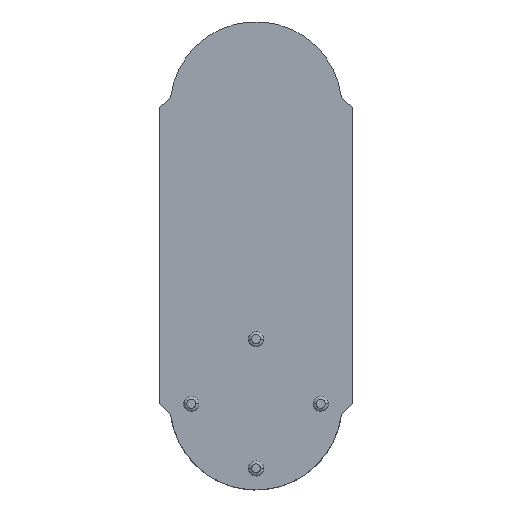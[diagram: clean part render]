
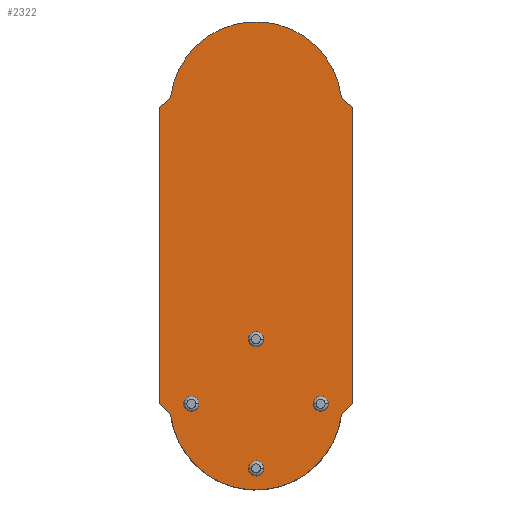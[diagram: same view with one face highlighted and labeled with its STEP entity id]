
A CAD part, top view. The second image highlights one B-rep face of the part: STEP entity #2322.
In plain terms, the highlighted planar face has unit normal (0, 0, 1).
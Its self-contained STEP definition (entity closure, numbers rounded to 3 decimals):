
#467=DIRECTION('',(0.738,-0.674,0.));
#468=VECTOR('',#467,2.867);
#469=CARTESIAN_POINT('',(-18.,0.,2.));
#470=LINE('',#469,#468);
#681=DIRECTION('',(0.738,0.674,0.));
#682=VECTOR('',#681,2.867);
#683=CARTESIAN_POINT('',(15.883,-1.933,2.));
#684=LINE('',#683,#682);
#689=CARTESIAN_POINT('',(0.,12.,2.));
#690=DIRECTION('',(0.,0.,1.));
#691=DIRECTION('',(1.,0.,0.));
#692=AXIS2_PLACEMENT_3D('',#689,#690,#691);
#694=CARTESIAN_POINT('',(0.,12.,2.));
#695=DIRECTION('',(0.,0.,1.));
#696=DIRECTION('',(-1.,0.,0.));
#697=AXIS2_PLACEMENT_3D('',#694,#695,#696);
#699=CARTESIAN_POINT('',(-12.,0.,2.));
#700=DIRECTION('',(0.,0.,1.));
#701=DIRECTION('',(1.,0.,0.));
#702=AXIS2_PLACEMENT_3D('',#699,#700,#701);
#704=CARTESIAN_POINT('',(-12.,0.,2.));
#705=DIRECTION('',(0.,0.,1.));
#706=DIRECTION('',(-1.,0.,0.));
#707=AXIS2_PLACEMENT_3D('',#704,#705,#706);
#709=CARTESIAN_POINT('',(0.,-12.,2.));
#710=DIRECTION('',(0.,0.,1.));
#711=DIRECTION('',(1.,0.,0.));
#712=AXIS2_PLACEMENT_3D('',#709,#710,#711);
#714=CARTESIAN_POINT('',(0.,-12.,2.));
#715=DIRECTION('',(0.,0.,1.));
#716=DIRECTION('',(-1.,0.,0.));
#717=AXIS2_PLACEMENT_3D('',#714,#715,#716);
#719=CARTESIAN_POINT('',(12.,0.,2.));
#720=DIRECTION('',(0.,0.,1.));
#721=DIRECTION('',(1.,0.,0.));
#722=AXIS2_PLACEMENT_3D('',#719,#720,#721);
#724=CARTESIAN_POINT('',(12.,0.,2.));
#725=DIRECTION('',(0.,0.,1.));
#726=DIRECTION('',(-1.,0.,0.));
#727=AXIS2_PLACEMENT_3D('',#724,#725,#726);
#729=CARTESIAN_POINT('',(0.,0.,2.));
#730=DIRECTION('',(0.,0.,1.));
#731=DIRECTION('',(-0.993,-0.121,0.));
#732=AXIS2_PLACEMENT_3D('',#729,#730,#731);
#734=DIRECTION('',(0.,-1.,0.));
#735=VECTOR('',#734,55.);
#736=CARTESIAN_POINT('',(-18.,55.,2.));
#737=LINE('',#736,#735);
#738=CARTESIAN_POINT('',(0.,55.,2.));
#739=DIRECTION('',(0.,0.,-1.));
#740=DIRECTION('',(-0.993,0.121,0.));
#741=AXIS2_PLACEMENT_3D('',#738,#739,#740);
#743=DIRECTION('',(0.,1.,0.));
#744=VECTOR('',#743,55.);
#745=CARTESIAN_POINT('',(18.,0.,2.));
#746=LINE('',#745,#744);
#899=DIRECTION('',(-0.738,-0.674,0.));
#900=VECTOR('',#899,2.867);
#901=CARTESIAN_POINT('',(-15.883,56.933,2.));
#902=LINE('',#901,#900);
#919=DIRECTION('',(-0.738,0.674,0.));
#920=VECTOR('',#919,2.867);
#921=CARTESIAN_POINT('',(18.,55.,2.));
#922=LINE('',#921,#920);
#1073=CARTESIAN_POINT('',(1.4,12.,2.));
#1074=CARTESIAN_POINT('',(-1.4,12.,2.));
#1075=VERTEX_POINT('',#1073);
#1076=VERTEX_POINT('',#1074);
#1077=CARTESIAN_POINT('',(-10.6,0.,2.));
#1078=CARTESIAN_POINT('',(-13.4,0.,2.));
#1079=VERTEX_POINT('',#1077);
#1080=VERTEX_POINT('',#1078);
#1081=CARTESIAN_POINT('',(1.4,-12.,2.));
#1082=CARTESIAN_POINT('',(-1.4,-12.,2.));
#1083=VERTEX_POINT('',#1081);
#1084=VERTEX_POINT('',#1082);
#1085=CARTESIAN_POINT('',(13.4,0.,2.));
#1086=CARTESIAN_POINT('',(10.6,0.,2.));
#1087=VERTEX_POINT('',#1085);
#1088=VERTEX_POINT('',#1086);
#1217=CARTESIAN_POINT('',(15.883,-1.933,2.));
#1219=VERTEX_POINT('',#1217);
#1221=CARTESIAN_POINT('',(18.,0.,2.));
#1223=VERTEX_POINT('',#1221);
#1227=CARTESIAN_POINT('',(18.,55.,2.));
#1228=VERTEX_POINT('',#1227);
#1231=CARTESIAN_POINT('',(-15.883,-1.933,2.));
#1232=VERTEX_POINT('',#1231);
#1236=CARTESIAN_POINT('',(-18.,0.,2.));
#1238=VERTEX_POINT('',#1236);
#1241=CARTESIAN_POINT('',(-15.883,56.933,2.));
#1243=VERTEX_POINT('',#1241);
#1245=CARTESIAN_POINT('',(-18.,55.,2.));
#1247=VERTEX_POINT('',#1245);
#1252=CARTESIAN_POINT('',(15.883,56.933,2.));
#1254=VERTEX_POINT('',#1252);
#2280=CARTESIAN_POINT('',(0.,0.,2.));
#2281=DIRECTION('',(0.,0.,1.));
#2282=DIRECTION('',(1.,0.,0.));
#2283=AXIS2_PLACEMENT_3D('',#2280,#2281,#2282);
#2284=PLANE('',#2283);
#2285=ORIENTED_EDGE('',*,*,#1518,.F.);
#2286=ORIENTED_EDGE('',*,*,#1978,.F.);
#2287=ORIENTED_EDGE('',*,*,#2001,.F.);
#2289=ORIENTED_EDGE('',*,*,#2288,.F.);
#2291=ORIENTED_EDGE('',*,*,#2290,.T.);
#2293=ORIENTED_EDGE('',*,*,#2292,.F.);
#2294=ORIENTED_EDGE('',*,*,#2227,.F.);
#2295=ORIENTED_EDGE('',*,*,#2273,.F.);
#2296=EDGE_LOOP('',(#2285,#2286,#2287,#2289,#2291,#2293,#2294,#2295));
#2297=FACE_OUTER_BOUND('',#2296,.F.);
#2299=ORIENTED_EDGE('',*,*,#2298,.T.);
#2301=ORIENTED_EDGE('',*,*,#2300,.T.);
#2302=EDGE_LOOP('',(#2299,#2301));
#2303=FACE_BOUND('',#2302,.F.);
#2305=ORIENTED_EDGE('',*,*,#2304,.T.);
#2307=ORIENTED_EDGE('',*,*,#2306,.T.);
#2308=EDGE_LOOP('',(#2305,#2307));
#2309=FACE_BOUND('',#2308,.F.);
#2311=ORIENTED_EDGE('',*,*,#2310,.T.);
#2313=ORIENTED_EDGE('',*,*,#2312,.T.);
#2314=EDGE_LOOP('',(#2311,#2313));
#2315=FACE_BOUND('',#2314,.F.);
#2317=ORIENTED_EDGE('',*,*,#2316,.T.);
#2319=ORIENTED_EDGE('',*,*,#2318,.T.);
#2320=EDGE_LOOP('',(#2317,#2319));
#2321=FACE_BOUND('',#2320,.F.);
#2322=ADVANCED_FACE('',(#2297,#2303,#2309,#2315,#2321),#2284,.T.);
#693=CIRCLE('',#692,1.4);
#698=CIRCLE('',#697,1.4);
#703=CIRCLE('',#702,1.4);
#708=CIRCLE('',#707,1.4);
#713=CIRCLE('',#712,1.4);
#718=CIRCLE('',#717,1.4);
#723=CIRCLE('',#722,1.4);
#728=CIRCLE('',#727,1.4);
#733=CIRCLE('',#732,16.);
#742=CIRCLE('',#741,16.);
#1518=EDGE_CURVE('',#1232,#1219,#733,.T.);
#1978=EDGE_CURVE('',#1238,#1232,#470,.T.);
#2001=EDGE_CURVE('',#1247,#1238,#737,.T.);
#2227=EDGE_CURVE('',#1223,#1228,#746,.T.);
#2273=EDGE_CURVE('',#1219,#1223,#684,.T.);
#2288=EDGE_CURVE('',#1243,#1247,#902,.T.);
#2290=EDGE_CURVE('',#1243,#1254,#742,.T.);
#2292=EDGE_CURVE('',#1228,#1254,#922,.T.);
#2298=EDGE_CURVE('',#1079,#1080,#703,.T.);
#2300=EDGE_CURVE('',#1080,#1079,#708,.T.);
#2304=EDGE_CURVE('',#1083,#1084,#713,.T.);
#2306=EDGE_CURVE('',#1084,#1083,#718,.T.);
#2310=EDGE_CURVE('',#1087,#1088,#723,.T.);
#2312=EDGE_CURVE('',#1088,#1087,#728,.T.);
#2316=EDGE_CURVE('',#1075,#1076,#693,.T.);
#2318=EDGE_CURVE('',#1076,#1075,#698,.T.);
